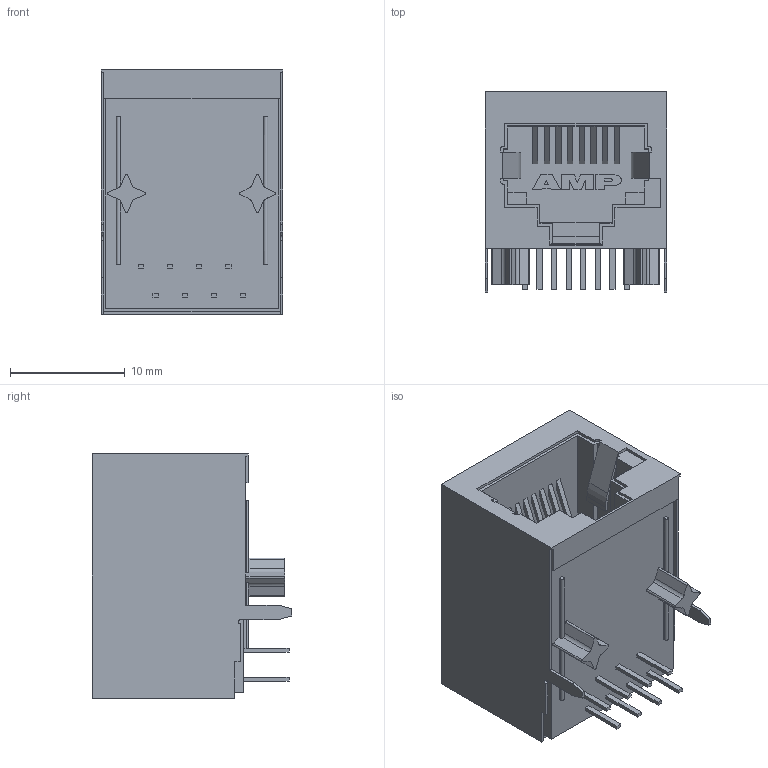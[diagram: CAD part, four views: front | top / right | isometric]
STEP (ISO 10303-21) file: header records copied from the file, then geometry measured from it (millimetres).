
FILE_DESCRIPTION((''),'2;1');
FILE_NAME('C-5557786-01-3','2007-09-07T',('workeradm'),('Tyco Electronics Corporation'),'PRO/ENGINEER BY PARAMETRIC TECHNOLOGY CORPORATION, 2005450','PRO/ENGINEER BY PARAMETRIC TECHNOLOGY CORPORATION, 2005450','');
FILE_SCHEMA(('CONFIG_CONTROL_DESIGN', 'GEOMETRIC_VALIDATION_PROPERTIES_MIM'));
Length unit declared in the file: millimetre
Products named in the file (1): C-5557786-01-3
Bounding box: 15.88 x 17.44 x 21.34 mm (x, y, z)
Volume: 3225 mm3; surface area: 4146.5 mm2
Topology: 1 solids, 1 shells, 280 faces, 788 edges, 524 vertices
Faces by surface type: plane 248, cylinder 30, extrusion 2
Entity records: 9118 total; most frequent: CARTESIAN_POINT 1674, ORIENTED_EDGE 1576, DIRECTION 1390, EDGE_CURVE 788, VECTOR 722, LINE 720, VERTEX_POINT 524, AXIS2_PLACEMENT_3D 334
